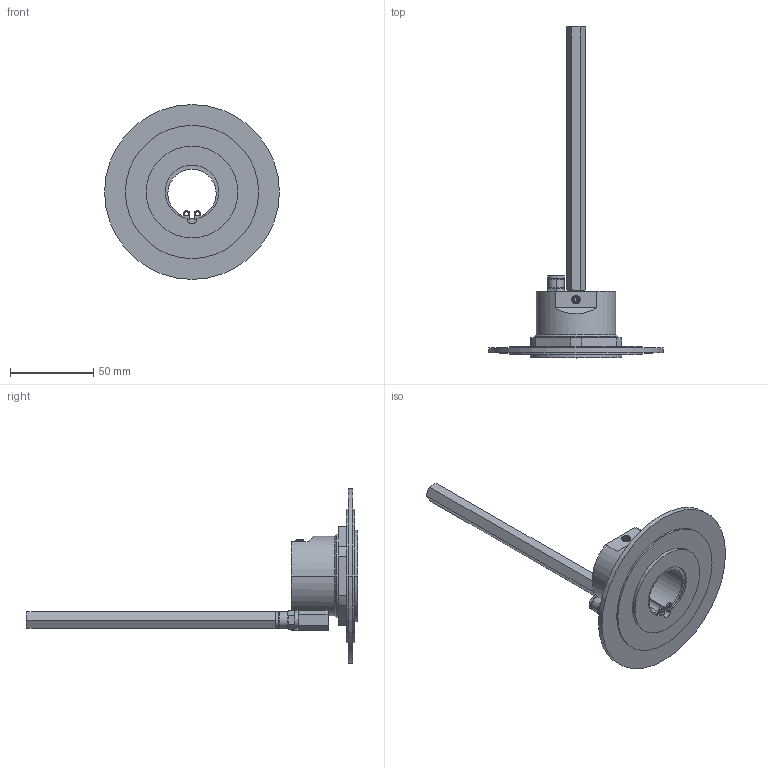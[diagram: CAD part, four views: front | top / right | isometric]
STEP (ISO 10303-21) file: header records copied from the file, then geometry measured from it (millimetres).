
FILE_DESCRIPTION((''),'2;1');
FILE_NAME('001-76323','2022-09-22T09:39:19',('matthias.frey'),(''),'CREO PARAMETRIC BY PTC INC, 2017380','CREO PARAMETRIC BY PTC INC, 2017380','');
FILE_SCHEMA(('CONFIG_CONTROL_DESIGN'));
Length unit declared in the file: millimetre
Products named in the file (1): 001-76323
Bounding box: 105 x 199.5 x 105 mm (x, y, z)
Volume: 89913.8 mm3; surface area: 36625.9 mm2
Topology: 1 solids, 2 shells, 262 faces, 586 edges, 351 vertices
Faces by surface type: plane 107, cylinder 81, cone 48, torus 26
Entity records: 8571 total; most frequent: CARTESIAN_POINT 2700, DIRECTION 1263, ORIENTED_EDGE 1168, EDGE_CURVE 584, AXIS2_PLACEMENT_3D 508, VERTEX_POINT 351, EDGE_LOOP 297, FACE_OUTER_BOUND 262
